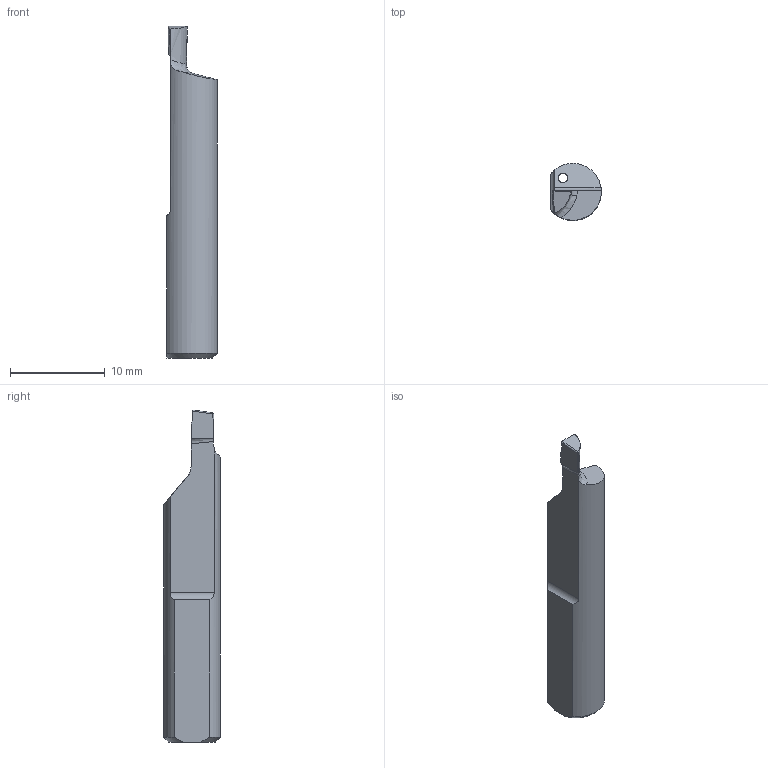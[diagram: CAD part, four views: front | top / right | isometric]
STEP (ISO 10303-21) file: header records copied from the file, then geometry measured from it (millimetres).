
FILE_DESCRIPTION (( 'STEP AP203' ), '1' );
FILE_NAME ('L62PM2006-20.step', '2024-09-20T13:37:39', ( '' ), ( '' ), 'SwSTEP 2.0', 'SolidWorks 2022', '' );
FILE_SCHEMA (( 'CONFIG_CONTROL_DESIGN' ));
Length unit declared in the file: millimetre
Products named in the file (1): L62PM2006-20
Bounding box: 5.35 x 5.99 x 35 mm (x, y, z)
Volume: 724.3 mm3; surface area: 693.3 mm2
Topology: 1 solids, 1 shells, 24 faces, 66 edges, 44 vertices
Faces by surface type: cylinder 11, plane 9, bspline 3, cone 1
Entity records: 966 total; most frequent: CARTESIAN_POINT 350, ORIENTED_EDGE 132, DIRECTION 84, EDGE_CURVE 66, VERTEX_POINT 44, VECTOR 28, AXIS2_PLACEMENT_3D 28, LINE 28
